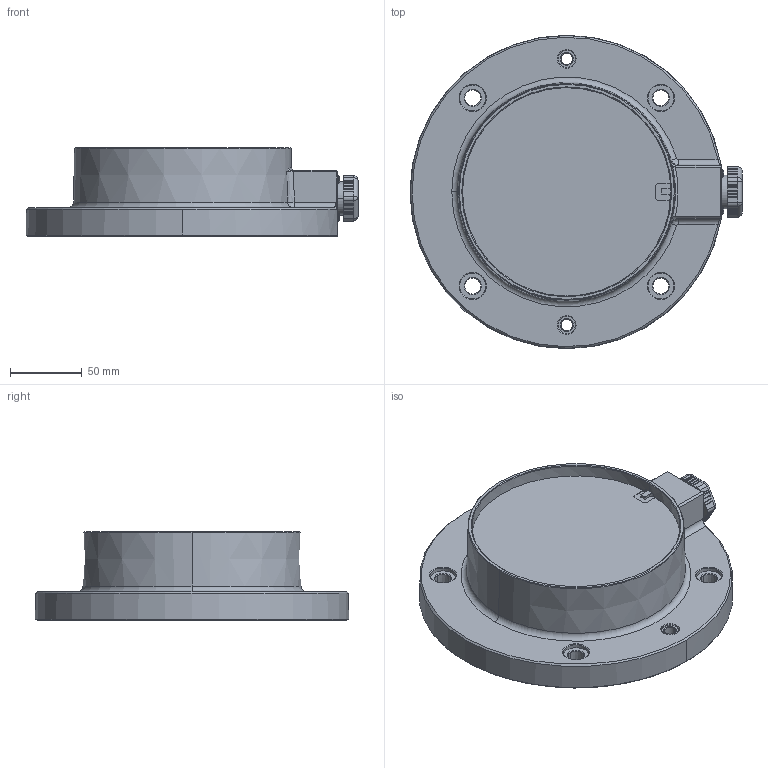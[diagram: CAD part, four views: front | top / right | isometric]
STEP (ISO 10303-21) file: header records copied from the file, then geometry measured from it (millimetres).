
FILE_DESCRIPTION (( 'STEP AP203' ), '1' );
FILE_NAME ('i10_01_Default_sldprt.STEP', '2023-11-12T11:45:44', ( '' ), ( '' ), 'SwSTEP 2.0', 'SolidWorks 2021', '' );
FILE_SCHEMA (( 'CONFIG_CONTROL_DESIGN' ));
Length unit declared in the file: millimetre
Products named in the file (1): i10_01_Default_sldprt
Bounding box: 230.78 x 217.97 x 61.8 mm (x, y, z)
Volume: 1379131 mm3; surface area: 117386.4 mm2
Topology: 1 solids, 1 shells, 421 faces, 1089 edges, 681 vertices
Faces by surface type: plane 251, cylinder 83, cone 58, bspline 22, torus 7
Entity records: 14144 total; most frequent: CARTESIAN_POINT 3946, ORIENTED_EDGE 2170, DIRECTION 2043, EDGE_CURVE 1085, VECTOR 687, LINE 687, VERTEX_POINT 681, AXIS2_PLACEMENT_3D 678
